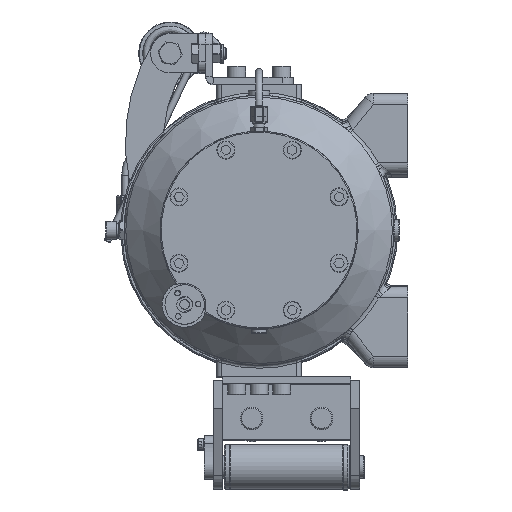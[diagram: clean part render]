
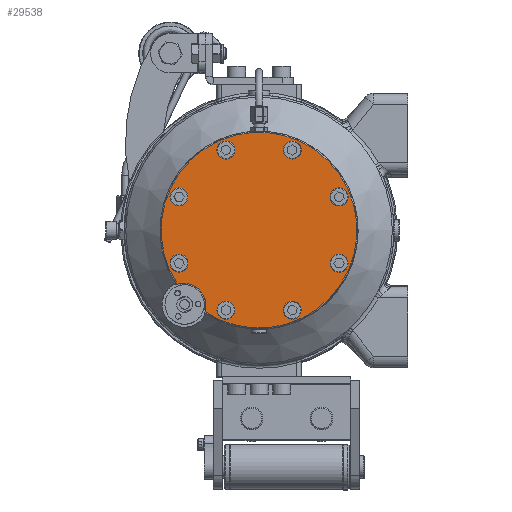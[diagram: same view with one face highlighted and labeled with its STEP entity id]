
A CAD part, top view. The second image highlights one B-rep face of the part: STEP entity #29538.
In plain terms, the highlighted planar face has unit normal (0, 0, 1).
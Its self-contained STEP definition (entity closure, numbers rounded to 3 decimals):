
#265=FACE_BOUND('',#4151,.T.);
#266=FACE_BOUND('',#4152,.T.);
#267=FACE_BOUND('',#4153,.T.);
#268=FACE_BOUND('',#4154,.T.);
#269=FACE_BOUND('',#4155,.T.);
#270=FACE_BOUND('',#4156,.T.);
#271=FACE_BOUND('',#4157,.T.);
#272=FACE_BOUND('',#4158,.T.);
#620=PLANE('',#32495);
#2539=FACE_OUTER_BOUND('',#4150,.T.);
#4150=EDGE_LOOP('',(#23394,#23395));
#4151=EDGE_LOOP('',(#23396));
#4152=EDGE_LOOP('',(#23397));
#4153=EDGE_LOOP('',(#23398));
#4154=EDGE_LOOP('',(#23399));
#4155=EDGE_LOOP('',(#23400));
#4156=EDGE_LOOP('',(#23401));
#4157=EDGE_LOOP('',(#23402));
#4158=EDGE_LOOP('',(#23403));
#10076=CIRCLE('',#32491,20.);
#10079=CIRCLE('',#32496,87.);
#10080=CIRCLE('',#32497,5.5);
#10081=CIRCLE('',#32498,5.5);
#10082=CIRCLE('',#32499,5.5);
#10083=CIRCLE('',#32500,5.5);
#10084=CIRCLE('',#32501,5.5);
#10085=CIRCLE('',#32502,5.5);
#10086=CIRCLE('',#32503,5.5);
#10087=CIRCLE('',#32504,5.5);
#12934=VERTEX_POINT('',#66176);
#12935=VERTEX_POINT('',#66189);
#12938=VERTEX_POINT('',#66223);
#12939=VERTEX_POINT('',#66225);
#12940=VERTEX_POINT('',#66227);
#12941=VERTEX_POINT('',#66229);
#12942=VERTEX_POINT('',#66231);
#12943=VERTEX_POINT('',#66233);
#12944=VERTEX_POINT('',#66235);
#12945=VERTEX_POINT('',#66237);
#17044=EDGE_CURVE('',#12935,#12934,#10076,.T.);
#17050=EDGE_CURVE('',#12934,#12935,#10079,.T.);
#17051=EDGE_CURVE('',#12938,#12938,#10080,.T.);
#17052=EDGE_CURVE('',#12939,#12939,#10081,.T.);
#17053=EDGE_CURVE('',#12940,#12940,#10082,.T.);
#17054=EDGE_CURVE('',#12941,#12941,#10083,.T.);
#17055=EDGE_CURVE('',#12942,#12942,#10084,.T.);
#17056=EDGE_CURVE('',#12943,#12943,#10085,.T.);
#17057=EDGE_CURVE('',#12944,#12944,#10086,.T.);
#17058=EDGE_CURVE('',#12945,#12945,#10087,.T.);
#23394=ORIENTED_EDGE('',*,*,#17044,.T.);
#23395=ORIENTED_EDGE('',*,*,#17050,.T.);
#23396=ORIENTED_EDGE('',*,*,#17051,.F.);
#23397=ORIENTED_EDGE('',*,*,#17052,.F.);
#23398=ORIENTED_EDGE('',*,*,#17053,.F.);
#23399=ORIENTED_EDGE('',*,*,#17054,.F.);
#23400=ORIENTED_EDGE('',*,*,#17055,.F.);
#23401=ORIENTED_EDGE('',*,*,#17056,.F.);
#23402=ORIENTED_EDGE('',*,*,#17057,.F.);
#23403=ORIENTED_EDGE('',*,*,#17058,.F.);
#29538=ADVANCED_FACE('',(#2539,#265,#266,#267,#268,#269,#270,#271,#272),
#620,.F.);
#32491=AXIS2_PLACEMENT_3D('',#66190,#38658,#38659);
#32495=AXIS2_PLACEMENT_3D('',#66221,#38667,#38668);
#32496=AXIS2_PLACEMENT_3D('',#66222,#38669,#38670);
#32497=AXIS2_PLACEMENT_3D('',#66224,#38671,#38672);
#32498=AXIS2_PLACEMENT_3D('',#66226,#38673,#38674);
#32499=AXIS2_PLACEMENT_3D('',#66228,#38675,#38676);
#32500=AXIS2_PLACEMENT_3D('',#66230,#38677,#38678);
#32501=AXIS2_PLACEMENT_3D('',#66232,#38679,#38680);
#32502=AXIS2_PLACEMENT_3D('',#66234,#38681,#38682);
#32503=AXIS2_PLACEMENT_3D('',#66236,#38683,#38684);
#32504=AXIS2_PLACEMENT_3D('',#66238,#38685,#38686);
#38658=DIRECTION('center_axis',(0.,0.,
-1.));
#38659=DIRECTION('ref_axis',(-0.707,-0.707,0.));
#38667=DIRECTION('center_axis',(0.,0.,
-1.));
#38668=DIRECTION('ref_axis',(-0.707,-0.707,0.));
#38669=DIRECTION('center_axis',(0.,0.,
1.));
#38670=DIRECTION('ref_axis',(-0.707,-0.707,0.));
#38671=DIRECTION('center_axis',(0.,0.,
1.));
#38672=DIRECTION('ref_axis',(1.,0.,0.));
#38673=DIRECTION('center_axis',(0.,0.,
1.));
#38674=DIRECTION('ref_axis',(0.707,-0.707,0.));
#38675=DIRECTION('center_axis',(0.,0.,
1.));
#38676=DIRECTION('ref_axis',(0.,-1.,0.));
#38677=DIRECTION('center_axis',(0.,0.,
1.));
#38678=DIRECTION('ref_axis',(-0.707,-0.707,0.));
#38679=DIRECTION('center_axis',(0.,0.,
1.));
#38680=DIRECTION('ref_axis',(-1.,0.,0.));
#38681=DIRECTION('center_axis',(0.,0.,
1.));
#38682=DIRECTION('ref_axis',(-0.707,0.707,0.));
#38683=DIRECTION('center_axis',(0.,0.,
1.));
#38684=DIRECTION('ref_axis',(0.,1.,0.));
#38685=DIRECTION('center_axis',(0.,0.,
1.));
#38686=DIRECTION('ref_axis',(0.707,0.707,0.));
#66176=CARTESIAN_POINT('',(-47.927,-72.608,192.));
#66189=CARTESIAN_POINT('',(-72.608,-47.927,192.));
#66190=CARTESIAN_POINT('Origin',(-67.175,-67.175,192.));
#66221=CARTESIAN_POINT('Origin',(0.,0.,
192.));
#66222=CARTESIAN_POINT('Origin',(0.,0.,
192.));
#66223=CARTESIAN_POINT('',(-34.967,71.139,192.));
#66224=CARTESIAN_POINT('Origin',(-29.467,71.139,192.));
#66225=CARTESIAN_POINT('',(25.578,75.028,192.));
#66226=CARTESIAN_POINT('Origin',(29.467,71.139,192.));
#66227=CARTESIAN_POINT('',(71.139,34.967,192.));
#66228=CARTESIAN_POINT('Origin',(71.139,29.467,192.));
#66229=CARTESIAN_POINT('',(75.028,-25.578,192.));
#66230=CARTESIAN_POINT('Origin',(71.139,-29.467,192.));
#66231=CARTESIAN_POINT('',(34.967,-71.139,192.));
#66232=CARTESIAN_POINT('Origin',(29.467,-71.139,192.));
#66233=CARTESIAN_POINT('',(-25.578,-75.028,192.));
#66234=CARTESIAN_POINT('Origin',(-29.467,-71.139,192.));
#66235=CARTESIAN_POINT('',(-71.139,-34.967,192.));
#66236=CARTESIAN_POINT('Origin',(-71.139,-29.467,192.));
#66237=CARTESIAN_POINT('',(-75.028,25.578,192.));
#66238=CARTESIAN_POINT('Origin',(-71.139,29.467,192.));
